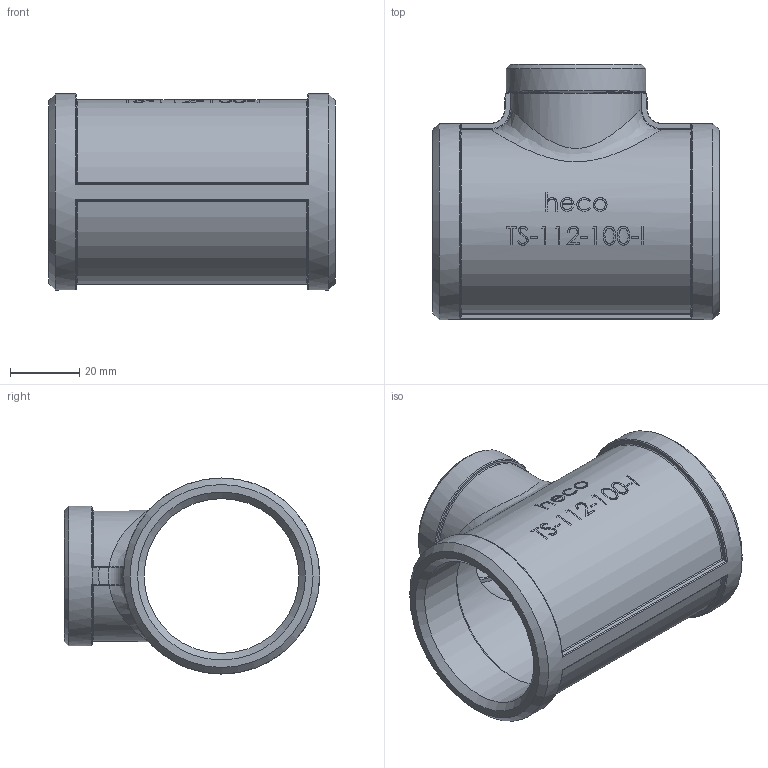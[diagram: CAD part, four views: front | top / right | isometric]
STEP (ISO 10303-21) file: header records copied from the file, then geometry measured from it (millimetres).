
FILE_DESCRIPTION (( 'STEP AP214' ), '1' );
FILE_NAME ('heco_TS-112-100-I.STEP', '2016-06-27T12:46:32', ( '' ), ( '' ), 'SwSTEP 2.0', 'SolidWorks 2011', '' );
FILE_SCHEMA (( 'AUTOMOTIVE_DESIGN' ));
Length unit declared in the file: millimetre
Products named in the file (1): heco_TS-112-100-I
Bounding box: 83 x 73.9 x 56.8 mm (x, y, z)
Volume: 52284.3 mm3; surface area: 32277.3 mm2
Topology: 1 solids, 1 shells, 272 faces, 675 edges, 424 vertices
Faces by surface type: bspline 109, plane 71, cylinder 57, torus 14, sphere 12, cone 9
Full cylindrical faces by diameter (mm): 30.291 x1, 33.2 x1, 40.5 x1, 44.845 x2, 48.7 x1, 56.8 x1
Entity records: 25297 total; most frequent: CARTESIAN_POINT 18545, ORIENTED_EDGE 1296, DIRECTION 760, EDGE_CURVE 648, VERTEX_POINT 418, B_SPLINE_CURVE_WITH_KNOTS 353, EDGE_LOOP 316, AXIS2_PLACEMENT_3D 301
